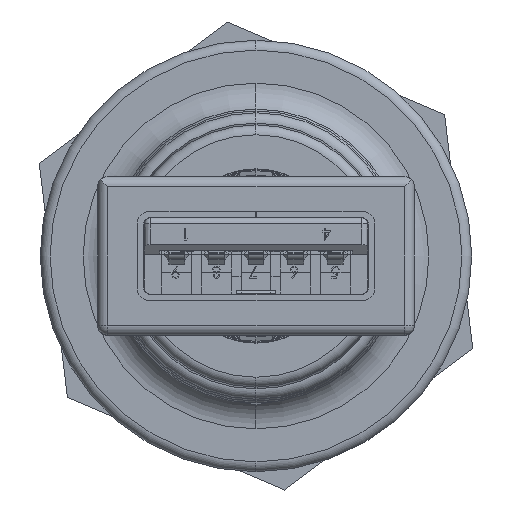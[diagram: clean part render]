
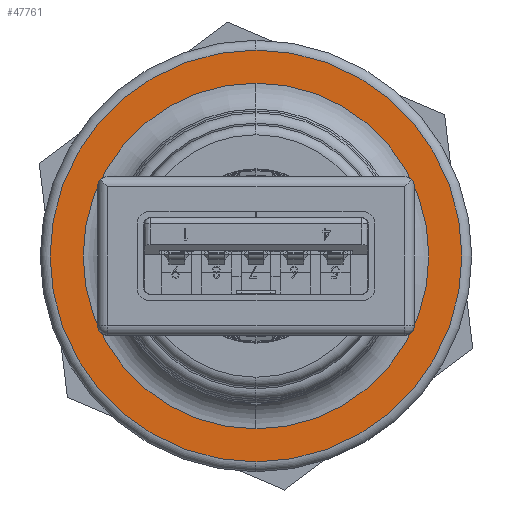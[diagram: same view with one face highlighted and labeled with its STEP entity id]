
A CAD part, front view. The second image highlights one B-rep face of the part: STEP entity #47761.
In plain terms, the highlighted planar face has unit normal (0, -1, 0).
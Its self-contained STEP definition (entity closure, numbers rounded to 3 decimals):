
#930 = FACE_BOUND ( 'NONE', #74873, .T. ) ;
#14393 = VERTEX_POINT ( 'NONE', #73265 ) ;
#15095 = EDGE_CURVE ( 'NONE', #141015, #27975, #77061, .T. ) ;
#15417 = CARTESIAN_POINT ( 'NONE',  ( 0., -1.9, 0. ) ) ;
#16888 = FACE_OUTER_BOUND ( 'NONE', #87549, .T. ) ;
#17376 = CARTESIAN_POINT ( 'NONE',  ( 0., -1.9, -8.731 ) ) ;
#21320 = ORIENTED_EDGE ( 'NONE', *, *, #76223, .T. ) ;
#27975 = VERTEX_POINT ( 'NONE', #138059 ) ;
#47334 = DIRECTION ( 'NONE',  ( 0., 0., -1. ) ) ;
#47761 = ADVANCED_FACE ( 'NONE', ( #16888, #930 ), #58264, .T. ) ;
#49447 = ORIENTED_EDGE ( 'NONE', *, *, #132548, .T. ) ;
#50186 = AXIS2_PLACEMENT_3D ( 'NONE', #85149, #119433, #73153 ) ;
#50659 = DIRECTION ( 'NONE',  ( 0., 0., -1. ) ) ;
#51152 = AXIS2_PLACEMENT_3D ( 'NONE', #139173, #63671, #62710 ) ;
#54114 = CARTESIAN_POINT ( 'NONE',  ( 0., -1.9, 10.4 ) ) ;
#58061 = AXIS2_PLACEMENT_3D ( 'NONE', #137731, #81120, #47334 ) ;
#58264 = PLANE ( 'NONE',  #58061 ) ;
#62710 = DIRECTION ( 'NONE',  ( 0., 0., -1. ) ) ;
#63671 = DIRECTION ( 'NONE',  ( 0., 1., 0. ) ) ;
#68288 = CIRCLE ( 'NONE', #50186, 10.4 ) ;
#68442 = EDGE_CURVE ( 'NONE', #86166, #14393, #93002, .T. ) ;
#73153 = DIRECTION ( 'NONE',  ( 0., 0., -1. ) ) ;
#73265 = CARTESIAN_POINT ( 'NONE',  ( 0., -1.9, 8.731 ) ) ;
#74873 = EDGE_LOOP ( 'NONE', ( #124971, #21320 ) ) ;
#76223 = EDGE_CURVE ( 'NONE', #14393, #86166, #121835, .T. ) ;
#77061 = CIRCLE ( 'NONE', #88603, 10.4 ) ;
#81120 = DIRECTION ( 'NONE',  ( 0., -1., 0. ) ) ;
#82002 = DIRECTION ( 'NONE',  ( 0., 1., 0. ) ) ;
#85149 = CARTESIAN_POINT ( 'NONE',  ( 0., -1.9, 0. ) ) ;
#86166 = VERTEX_POINT ( 'NONE', #17376 ) ;
#86582 = DIRECTION ( 'NONE',  ( 0., -1., 0. ) ) ;
#87549 = EDGE_LOOP ( 'NONE', ( #49447, #144063 ) ) ;
#88603 = AXIS2_PLACEMENT_3D ( 'NONE', #98037, #86582, #120873 ) ;
#93002 = CIRCLE ( 'NONE', #51152, 8.731 ) ;
#98037 = CARTESIAN_POINT ( 'NONE',  ( 0., -1.9, 0. ) ) ;
#119433 = DIRECTION ( 'NONE',  ( 0., -1., 0. ) ) ;
#120873 = DIRECTION ( 'NONE',  ( 0., 0., -1. ) ) ;
#121835 = CIRCLE ( 'NONE', #139326, 8.731 ) ;
#124971 = ORIENTED_EDGE ( 'NONE', *, *, #68442, .T. ) ;
#132548 = EDGE_CURVE ( 'NONE', #27975, #141015, #68288, .T. ) ;
#137731 = CARTESIAN_POINT ( 'NONE',  ( 10.9, -1.9, 0. ) ) ;
#138059 = CARTESIAN_POINT ( 'NONE',  ( 0., -1.9, -10.4 ) ) ;
#139173 = CARTESIAN_POINT ( 'NONE',  ( 0., -1.9, 0. ) ) ;
#139326 = AXIS2_PLACEMENT_3D ( 'NONE', #15417, #82002, #50659 ) ;
#141015 = VERTEX_POINT ( 'NONE', #54114 ) ;
#144063 = ORIENTED_EDGE ( 'NONE', *, *, #15095, .T. ) ;
